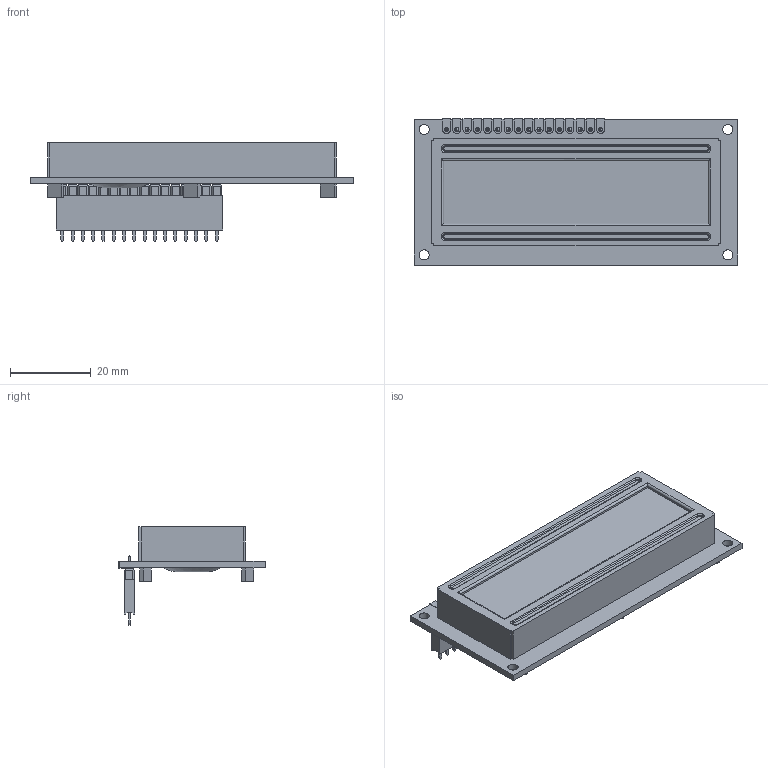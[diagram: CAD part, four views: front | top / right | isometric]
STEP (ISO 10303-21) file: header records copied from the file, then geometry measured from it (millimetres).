
FILE_DESCRIPTION(/* description */ (''),/* implementation_level */ '2;1');
FILE_NAME(/* name */ 'LCD_NHD-0216K1Z-NSB-FBW-L v19.step',/* time_stamp */ '2019-02-02T21:06:06-05:00',/* author */ ('mrHengy'),/* organization */ (''),/* preprocessor_version */ 'ST-DEVELOPER v17.2',/* originating_system */ 'Autodesk Translation Framework v7.6.0.251',/* authorisation */ '');
FILE_SCHEMA (('AUTOMOTIVE_DESIGN { 1 0 10303 214 3 1 1 }'));
Length unit declared in the file: millimetre
Products named in the file (3): LCD_NHD-0216K1Z-NSB-FBW-L; 16-Pin Header; 16Pin Female Header
Assembly tree (2 placements, depth 2):
  LCD_NHD-0216K1Z-NSB-FBW-L
    16-Pin Header
    16Pin Female Header
Bounding box: 80 x 36.1 x 24.38 mm (x, y, z)
Volume: 20867.5 mm3; surface area: 11104.8 mm2
Topology: 73 solids, 73 shells, 1061 faces, 2441 edges, 1547 vertices
Faces by surface type: plane 972, cylinder 72, bspline 9, torus 8
Full cylindrical faces by diameter (mm): 1 x16, 2.5 x4
Entity records: 29647 total; most frequent: CARTESIAN_POINT 5451, ORIENTED_EDGE 4882, DIRECTION 4691, EDGE_CURVE 2441, LINE 2273, VECTOR 2273, VERTEX_POINT 1547, AXIS2_PLACEMENT_3D 1209
